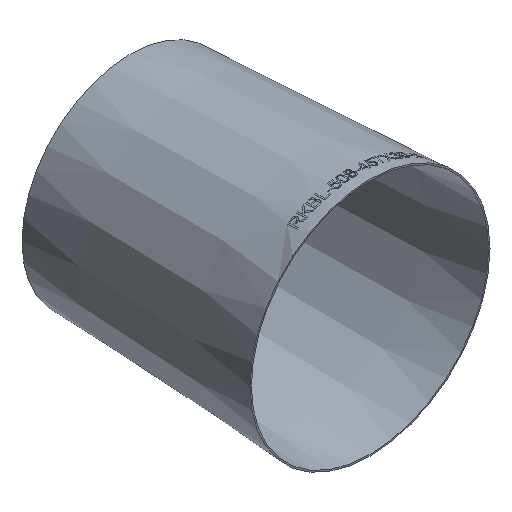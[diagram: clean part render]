
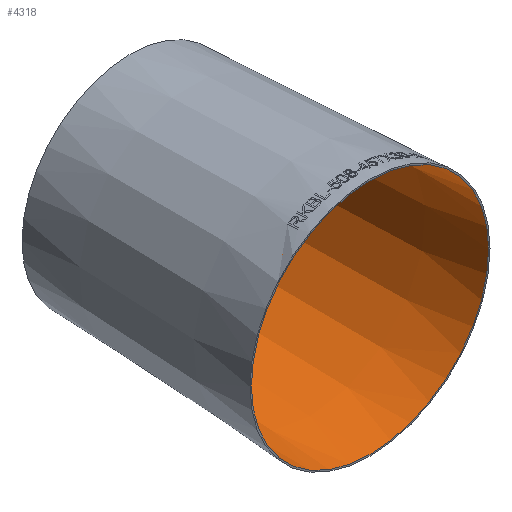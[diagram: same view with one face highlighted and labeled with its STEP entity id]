
A CAD part, isometric view. The second image highlights one B-rep face of the part: STEP entity #4318.
In plain terms, the highlighted conical face has half-angle 2.862 degrees and reference radius 250.996 mm.
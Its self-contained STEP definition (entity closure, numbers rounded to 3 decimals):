
#1598 = EDGE_LOOP ( 'NONE', ( #29772 ) ) ;
#3910 = DIRECTION ( 'NONE',  ( 0., 0., -1. ) ) ;
#4318 = ADVANCED_FACE ( 'NONE', ( #20082, #26802 ), #34599, .F. ) ;
#4912 = CARTESIAN_POINT ( 'NONE',  ( 0., 0., -250.996 ) ) ;
#5359 = CARTESIAN_POINT ( 'NONE',  ( 0., 508., -225.596 ) ) ;
#6367 = EDGE_CURVE ( 'NONE', #43405, #43405, #17624, .T. ) ;
#7713 = CARTESIAN_POINT ( 'NONE',  ( 0., 0., 0. ) ) ;
#9038 = AXIS2_PLACEMENT_3D ( 'NONE', #29505, #22781, #27445 ) ;
#17624 = CIRCLE ( 'NONE', #9038, 225.596 ) ;
#18853 = ORIENTED_EDGE ( 'NONE', *, *, #38499, .T. ) ;
#19028 = VERTEX_POINT ( 'NONE', #4912 ) ;
#20082 = FACE_BOUND ( 'NONE', #1598, .T. ) ;
#20739 = DIRECTION ( 'NONE',  ( 0., -1., 0. ) ) ;
#21164 = CARTESIAN_POINT ( 'NONE',  ( 0., 0., 0. ) ) ;
#21449 = CIRCLE ( 'NONE', #22161, 250.996 ) ;
#22161 = AXIS2_PLACEMENT_3D ( 'NONE', #7713, #20739, #3910 ) ;
#22781 = DIRECTION ( 'NONE',  ( 0., -1., 0. ) ) ;
#26802 = FACE_OUTER_BOUND ( 'NONE', #32328, .T. ) ;
#27445 = DIRECTION ( 'NONE',  ( 0., 0., -1. ) ) ;
#27488 = AXIS2_PLACEMENT_3D ( 'NONE', #21164, #31249, #28327 ) ;
#28327 = DIRECTION ( 'NONE',  ( 0., 0., -1. ) ) ;
#29505 = CARTESIAN_POINT ( 'NONE',  ( 0., 508., 0. ) ) ;
#29772 = ORIENTED_EDGE ( 'NONE', *, *, #6367, .F. ) ;
#31249 = DIRECTION ( 'NONE',  ( 0., -1., 0. ) ) ;
#32328 = EDGE_LOOP ( 'NONE', ( #18853 ) ) ;
#34599 = CONICAL_SURFACE ( 'NONE', #27488, 250.996, 0.05 ) ;
#38499 = EDGE_CURVE ( 'NONE', #19028, #19028, #21449, .T. ) ;
#43405 = VERTEX_POINT ( 'NONE', #5359 ) ;
